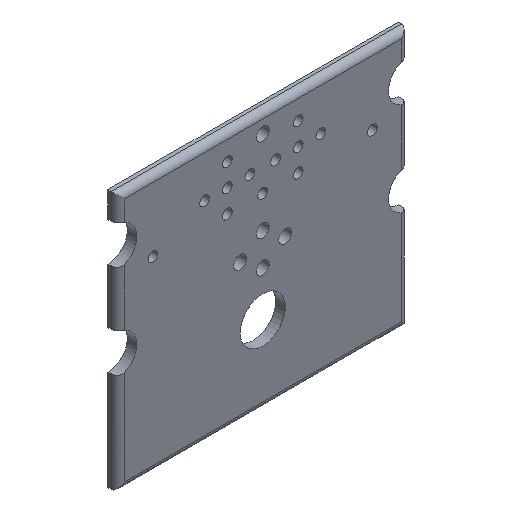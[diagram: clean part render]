
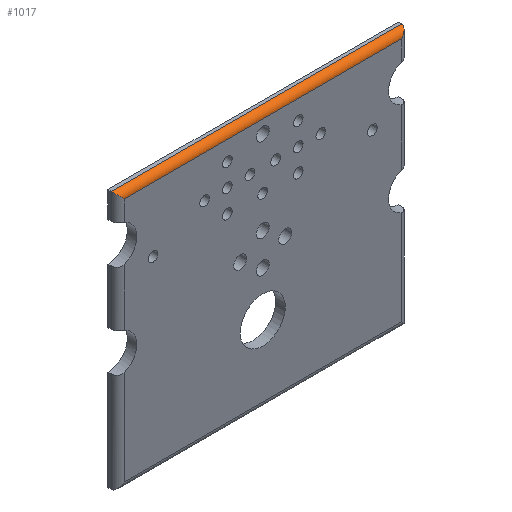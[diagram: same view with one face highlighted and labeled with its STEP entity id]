
A CAD part, isometric view. The second image highlights one B-rep face of the part: STEP entity #1017.
In plain terms, the highlighted cylindrical face has radius 2 mm (diameter 4 mm), a partial arc.
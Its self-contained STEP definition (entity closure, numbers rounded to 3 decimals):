
#67=ELLIPSE('',#1096,2.828,2.);
#68=ELLIPSE('',#1098,2.828,2.);
#159=FACE_OUTER_BOUND('',#216,.T.);
#216=EDGE_LOOP('',(#744,#745,#746,#747));
#331=LINE('',#1663,#398);
#332=LINE('',#1665,#399);
#398=VECTOR('',#1273,10.);
#399=VECTOR('',#1274,10.);
#474=VERTEX_POINT('',#1656);
#475=VERTEX_POINT('',#1658);
#476=VERTEX_POINT('',#1662);
#477=VERTEX_POINT('',#1664);
#582=EDGE_CURVE('',#475,#474,#67,.T.);
#583=EDGE_CURVE('',#476,#474,#331,.T.);
#584=EDGE_CURVE('',#475,#477,#332,.T.);
#585=EDGE_CURVE('',#477,#476,#68,.T.);
#744=ORIENTED_EDGE('',*,*,#583,.T.);
#745=ORIENTED_EDGE('',*,*,#582,.F.);
#746=ORIENTED_EDGE('',*,*,#584,.T.);
#747=ORIENTED_EDGE('',*,*,#585,.T.);
#973=CYLINDRICAL_SURFACE('',#1097,2.);
#1017=ADVANCED_FACE('',(#159),#973,.T.);
#1096=AXIS2_PLACEMENT_3D('',#1660,#1269,#1270);
#1097=AXIS2_PLACEMENT_3D('',#1661,#1271,#1272);
#1098=AXIS2_PLACEMENT_3D('',#1666,#1275,#1276);
#1269=DIRECTION('center_axis',(-0.707,0.,-0.707));
#1270=DIRECTION('ref_axis',(0.707,0.,-0.707));
#1271=DIRECTION('center_axis',(1.,0.,0.));
#1272=DIRECTION('ref_axis',(0.,-0.707,0.707));
#1273=DIRECTION('',(-1.,0.,0.));
#1274=DIRECTION('',(1.,0.,0.));
#1275=DIRECTION('center_axis',(-0.707,0.,0.707));
#1276=DIRECTION('ref_axis',(-0.707,0.,-0.707));
#1656=CARTESIAN_POINT('',(32.,5.,-120.));
#1658=CARTESIAN_POINT('',(34.,3.,-122.));
#1660=CARTESIAN_POINT('Origin',(34.,5.,-122.));
#1661=CARTESIAN_POINT('Origin',(54.5,5.,-122.));
#1662=CARTESIAN_POINT('',(122.,5.,-120.));
#1663=CARTESIAN_POINT('',(54.5,5.,-120.));
#1664=CARTESIAN_POINT('',(120.,3.,-122.));
#1665=CARTESIAN_POINT('',(54.5,3.,-122.));
#1666=CARTESIAN_POINT('Origin',(120.,5.,-122.));
